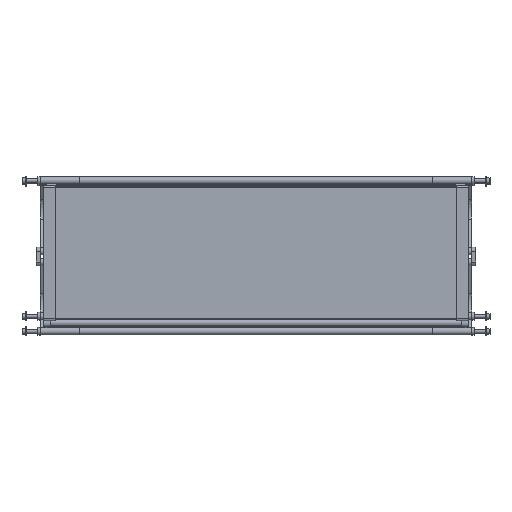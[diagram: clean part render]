
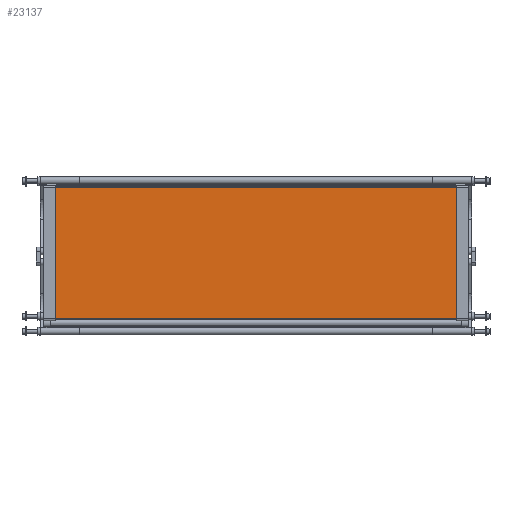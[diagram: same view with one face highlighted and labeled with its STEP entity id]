
A CAD part, front view. The second image highlights one B-rep face of the part: STEP entity #23137.
In plain terms, the highlighted planar face has unit normal (0, -1, 0).
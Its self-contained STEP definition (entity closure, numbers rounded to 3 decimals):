
#1908=FACE_OUTER_BOUND('',#3095,.T.);
#3095=EDGE_LOOP('',(#15439,#15440,#15441,#15442));
#4382=LINE('',#33869,#6903);
#4388=LINE('',#33888,#6909);
#4423=LINE('',#33982,#6944);
#4424=LINE('',#33984,#6945);
#6903=VECTOR('',#26797,10.);
#6909=VECTOR('',#26813,10.);
#6944=VECTOR('',#26914,10.);
#6945=VECTOR('',#26917,10.);
#9428=VERTEX_POINT('',#33866);
#9429=VERTEX_POINT('',#33868);
#9436=VERTEX_POINT('',#33885);
#9437=VERTEX_POINT('',#33887);
#11743=EDGE_CURVE('',#9429,#9428,#4382,.T.);
#11752=EDGE_CURVE('',#9436,#9437,#4388,.T.);
#11800=EDGE_CURVE('',#9428,#9437,#4423,.T.);
#11801=EDGE_CURVE('',#9429,#9436,#4424,.T.);
#15439=ORIENTED_EDGE('',*,*,#11800,.T.);
#15440=ORIENTED_EDGE('',*,*,#11752,.F.);
#15441=ORIENTED_EDGE('',*,*,#11801,.F.);
#15442=ORIENTED_EDGE('',*,*,#11743,.T.);
#22498=PLANE('',#24544);
#23137=ADVANCED_FACE('',(#1908),#22498,.T.);
#24544=AXIS2_PLACEMENT_3D('',#33983,#26915,#26916);
#26797=DIRECTION('',(0.,0.,-1.));
#26813=DIRECTION('',(0.,0.,-1.));
#26914=DIRECTION('',(1.,0.,0.));
#26915=DIRECTION('center_axis',(0.,-1.,0.));
#26916=DIRECTION('ref_axis',(0.,0.,-1.));
#26917=DIRECTION('',(1.,0.,0.));
#33866=CARTESIAN_POINT('',(-352.,-7.,-108.7));
#33868=CARTESIAN_POINT('',(-352.,-7.,108.7));
#33869=CARTESIAN_POINT('',(-352.,-7.,108.7));
#33885=CARTESIAN_POINT('',(352.,-7.,108.7));
#33887=CARTESIAN_POINT('',(352.,-7.,-108.7));
#33888=CARTESIAN_POINT('',(352.,-7.,108.7));
#33982=CARTESIAN_POINT('',(0.,-7.,-108.7));
#33983=CARTESIAN_POINT('Origin',(0.,-7.,108.7));
#33984=CARTESIAN_POINT('',(0.,-7.,108.7));
